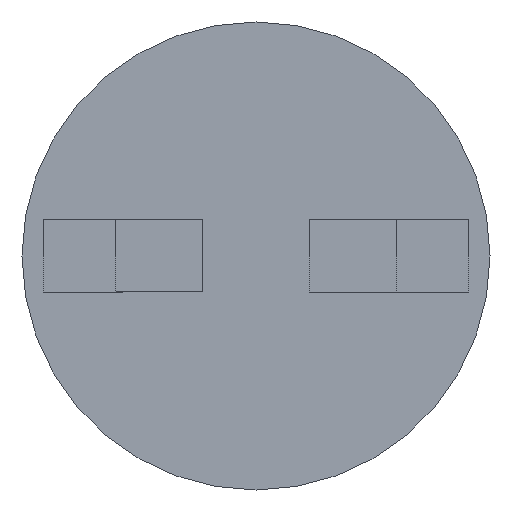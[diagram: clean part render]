
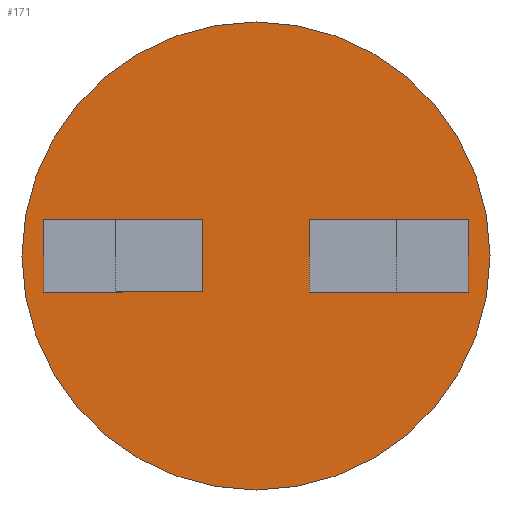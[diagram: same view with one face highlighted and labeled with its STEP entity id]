
A CAD part, front view. The second image highlights one B-rep face of the part: STEP entity #171.
In plain terms, the highlighted planar face has unit normal (0, -1, 0).
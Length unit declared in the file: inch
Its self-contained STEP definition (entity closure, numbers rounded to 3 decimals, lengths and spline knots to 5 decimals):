
#22 = CARTESIAN_POINT ( 'NONE',  ( 0.01478, 0., 0.01 ) ) ;
#31 = DIRECTION ( 'NONE',  ( 0., 0., 1. ) ) ;
#34 = CARTESIAN_POINT ( 'NONE',  ( 0.01478, 0., -0.08057 ) ) ;
#36 = CARTESIAN_POINT ( 'NONE',  ( -0.059, 0., -0.01 ) ) ;
#55 = DIRECTION ( 'NONE',  ( 1., 0., 0. ) ) ;
#63 = CARTESIAN_POINT ( 'NONE',  ( 0.01478, 0., -0.01 ) ) ;
#77 = AXIS2_PLACEMENT_3D ( 'NONE', #908, #1031, #481 ) ;
#81 = DIRECTION ( 'NONE',  ( 0., 0., 1. ) ) ;
#94 = ORIENTED_EDGE ( 'NONE', *, *, #319, .F. ) ;
#105 = LINE ( 'NONE', #1013, #316 ) ;
#108 = VERTEX_POINT ( 'NONE', #306 ) ;
#124 = DIRECTION ( 'NONE',  ( 0., 1., 0. ) ) ;
#146 = EDGE_LOOP ( 'NONE', ( #992, #1041 ) ) ;
#155 = VERTEX_POINT ( 'NONE', #36 ) ;
#166 = DIRECTION ( 'NONE',  ( 0., 0., 1. ) ) ;
#171 = ADVANCED_FACE ( 'NONE', ( #572, #511, #864 ), #267, .T. ) ;
#200 = CARTESIAN_POINT ( 'NONE',  ( 0., 0., -0.01 ) ) ;
#202 = VERTEX_POINT ( 'NONE', #911 ) ;
#203 = ORIENTED_EDGE ( 'NONE', *, *, #758, .T. ) ;
#211 = EDGE_CURVE ( 'NONE', #558, #202, #650, .T. ) ;
#220 = CARTESIAN_POINT ( 'NONE',  ( 0., 0., 0.065 ) ) ;
#221 = LINE ( 'NONE', #34, #879 ) ;
#228 = CARTESIAN_POINT ( 'NONE',  ( -0.059, 0., 0.01 ) ) ;
#231 = DIRECTION ( 'NONE',  ( 1., 0., 0. ) ) ;
#245 = LINE ( 'NONE', #835, #502 ) ;
#267 = PLANE ( 'NONE',  #77 ) ;
#282 = EDGE_LOOP ( 'NONE', ( #647, #524, #924, #904 ) ) ;
#306 = CARTESIAN_POINT ( 'NONE',  ( 0.059, 0., -0.01 ) ) ;
#313 = VECTOR ( 'NONE', #379, 39.37008 ) ;
#316 = VECTOR ( 'NONE', #166, 39.37008 ) ;
#319 = EDGE_CURVE ( 'NONE', #155, #558, #438, .T. ) ;
#330 = VECTOR ( 'NONE', #55, 39.37008 ) ;
#368 = CARTESIAN_POINT ( 'NONE',  ( 0., 0., -0.01 ) ) ;
#379 = DIRECTION ( 'NONE',  ( -1., 0., 0. ) ) ;
#383 = CARTESIAN_POINT ( 'NONE',  ( -0.01478, 0., -0.08057 ) ) ;
#407 = AXIS2_PLACEMENT_3D ( 'NONE', #1012, #457, #932 ) ;
#411 = VECTOR ( 'NONE', #231, 39.37008 ) ;
#419 = EDGE_CURVE ( 'NONE', #566, #491, #221, .T. ) ;
#438 = LINE ( 'NONE', #368, #411 ) ;
#455 = VECTOR ( 'NONE', #520, 39.37008 ) ;
#457 = DIRECTION ( 'NONE',  ( 0., 1., 0. ) ) ;
#466 = LINE ( 'NONE', #200, #313 ) ;
#475 = EDGE_LOOP ( 'NONE', ( #984, #94, #203, #920 ) ) ;
#480 = CIRCLE ( 'NONE', #953, 0.065 ) ;
#481 = DIRECTION ( 'NONE',  ( 0., 0., -1. ) ) ;
#486 = DIRECTION ( 'NONE',  ( 0., 0., 1. ) ) ;
#491 = VERTEX_POINT ( 'NONE', #22 ) ;
#501 = VERTEX_POINT ( 'NONE', #228 ) ;
#502 = VECTOR ( 'NONE', #486, 39.37008 ) ;
#509 = VERTEX_POINT ( 'NONE', #527 ) ;
#511 = FACE_BOUND ( 'NONE', #475, .T. ) ;
#520 = DIRECTION ( 'NONE',  ( -1., 0., 0. ) ) ;
#524 = ORIENTED_EDGE ( 'NONE', *, *, #793, .F. ) ;
#527 = CARTESIAN_POINT ( 'NONE',  ( 0.059, 0., 0.01 ) ) ;
#557 = CARTESIAN_POINT ( 'NONE',  ( -0.01478, 0., -0.01 ) ) ;
#558 = VERTEX_POINT ( 'NONE', #557 ) ;
#566 = VERTEX_POINT ( 'NONE', #63 ) ;
#572 = FACE_BOUND ( 'NONE', #282, .T. ) ;
#610 = DIRECTION ( 'NONE',  ( 0., 0., 1. ) ) ;
#625 = EDGE_CURVE ( 'NONE', #108, #509, #245, .T. ) ;
#626 = CARTESIAN_POINT ( 'NONE',  ( 0., 0., 0.01 ) ) ;
#647 = ORIENTED_EDGE ( 'NONE', *, *, #419, .T. ) ;
#650 = LINE ( 'NONE', #383, #866 ) ;
#708 = CARTESIAN_POINT ( 'NONE',  ( 0., 0., 0.01 ) ) ;
#725 = CIRCLE ( 'NONE', #407, 0.065 ) ;
#736 = EDGE_CURVE ( 'NONE', #743, #824, #725, .T. ) ;
#743 = VERTEX_POINT ( 'NONE', #220 ) ;
#758 = EDGE_CURVE ( 'NONE', #155, #501, #105, .T. ) ;
#764 = LINE ( 'NONE', #626, #330 ) ;
#793 = EDGE_CURVE ( 'NONE', #509, #491, #852, .T. ) ;
#808 = EDGE_CURVE ( 'NONE', #501, #202, #764, .T. ) ;
#824 = VERTEX_POINT ( 'NONE', #952 ) ;
#835 = CARTESIAN_POINT ( 'NONE',  ( 0.059, 0., 0. ) ) ;
#852 = LINE ( 'NONE', #708, #455 ) ;
#864 = FACE_OUTER_BOUND ( 'NONE', #146, .T. ) ;
#866 = VECTOR ( 'NONE', #81, 39.37008 ) ;
#879 = VECTOR ( 'NONE', #31, 39.37008 ) ;
#904 = ORIENTED_EDGE ( 'NONE', *, *, #1001, .T. ) ;
#908 = CARTESIAN_POINT ( 'NONE',  ( 0., 0., 0. ) ) ;
#911 = CARTESIAN_POINT ( 'NONE',  ( -0.01478, 0., 0.01 ) ) ;
#920 = ORIENTED_EDGE ( 'NONE', *, *, #808, .T. ) ;
#924 = ORIENTED_EDGE ( 'NONE', *, *, #625, .F. ) ;
#925 = EDGE_CURVE ( 'NONE', #824, #743, #480, .T. ) ;
#932 = DIRECTION ( 'NONE',  ( 0., 0., 1. ) ) ;
#952 = CARTESIAN_POINT ( 'NONE',  ( 0., 0., -0.065 ) ) ;
#953 = AXIS2_PLACEMENT_3D ( 'NONE', #967, #124, #610 ) ;
#967 = CARTESIAN_POINT ( 'NONE',  ( 0., 0., 0. ) ) ;
#984 = ORIENTED_EDGE ( 'NONE', *, *, #211, .F. ) ;
#992 = ORIENTED_EDGE ( 'NONE', *, *, #736, .F. ) ;
#1001 = EDGE_CURVE ( 'NONE', #108, #566, #466, .T. ) ;
#1012 = CARTESIAN_POINT ( 'NONE',  ( 0., 0., 0. ) ) ;
#1013 = CARTESIAN_POINT ( 'NONE',  ( -0.059, 0., 0. ) ) ;
#1031 = DIRECTION ( 'NONE',  ( 0., -1., 0. ) ) ;
#1041 = ORIENTED_EDGE ( 'NONE', *, *, #925, .F. ) ;
